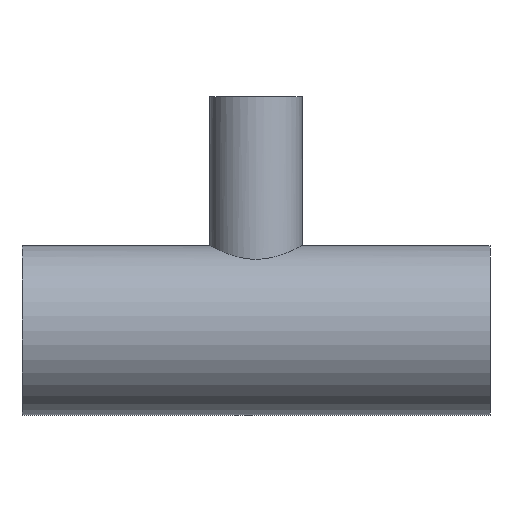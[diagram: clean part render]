
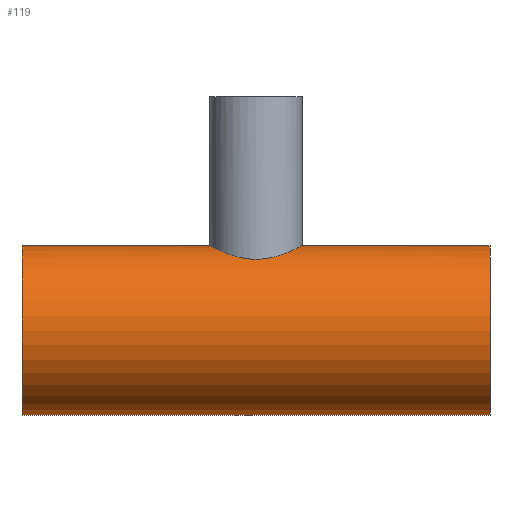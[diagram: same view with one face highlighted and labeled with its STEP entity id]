
A CAD part, front view. The second image highlights one B-rep face of the part: STEP entity #119.
In plain terms, the highlighted cylindrical face has radius 12.7 mm (diameter 25.4 mm), a full revolution.
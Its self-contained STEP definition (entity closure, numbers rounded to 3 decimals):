
#16=FACE_BOUND('',#35,.T.);
#26=FACE_OUTER_BOUND('',#34,.T.);
#34=EDGE_LOOP('',(#96,#97,#98,#99));
#35=EDGE_LOOP('',(#100,#101));
#44=B_SPLINE_CURVE_WITH_KNOTS('',3,(#237,#238,#239,#240,#241,#242,#243,
#244,#245,#246),.UNSPECIFIED.,.F.,.F.,(4,2,2,2,4),(0.,0.267,
0.534,0.8,1.065),.UNSPECIFIED.);
#45=B_SPLINE_CURVE_WITH_KNOTS('',3,(#247,#248,#249,#250,#251,#252,#253,
#254,#255,#256,#257,#258,#259,#260,#261,#262,#263,#264,#265,#266,#267,#268,
#269,#270,#271,#272),.UNSPECIFIED.,.F.,.F.,(4,2,2,2,2,2,2,2,2,2,2,2,4),
(1.065,1.331,1.597,1.864,2.131,
2.398,2.665,2.931,3.196,3.462,
3.728,3.995,4.262),.UNSPECIFIED.);
#48=LINE('',#278,#52);
#52=VECTOR('',#174,12.7);
#56=CIRCLE('',#149,12.7);
#57=CIRCLE('',#150,12.7);
#64=VERTEX_POINT('',#234);
#65=VERTEX_POINT('',#236);
#66=VERTEX_POINT('',#275);
#67=VERTEX_POINT('',#277);
#76=EDGE_CURVE('',#65,#64,#44,.T.);
#77=EDGE_CURVE('',#64,#65,#45,.T.);
#78=EDGE_CURVE('',#66,#66,#56,.T.);
#79=EDGE_CURVE('',#66,#67,#48,.T.);
#80=EDGE_CURVE('',#67,#67,#57,.T.);
#96=ORIENTED_EDGE('',*,*,#78,.F.);
#97=ORIENTED_EDGE('',*,*,#79,.T.);
#98=ORIENTED_EDGE('',*,*,#80,.F.);
#99=ORIENTED_EDGE('',*,*,#79,.F.);
#100=ORIENTED_EDGE('',*,*,#76,.T.);
#101=ORIENTED_EDGE('',*,*,#77,.T.);
#114=CYLINDRICAL_SURFACE('',#148,12.7);
#119=ADVANCED_FACE('',(#26,#16),#114,.T.);
#148=AXIS2_PLACEMENT_3D('',#274,#170,#171);
#149=AXIS2_PLACEMENT_3D('',#276,#172,#173);
#150=AXIS2_PLACEMENT_3D('',#279,#175,#176);
#170=DIRECTION('center_axis',(1.,0.,0.));
#171=DIRECTION('ref_axis',(0.,1.,0.));
#172=DIRECTION('center_axis',(1.,0.,0.));
#173=DIRECTION('ref_axis',(0.,1.,0.));
#174=DIRECTION('',(-1.,0.,0.));
#175=DIRECTION('center_axis',(-1.,0.,0.));
#176=DIRECTION('ref_axis',(0.,1.,0.));
#234=CARTESIAN_POINT('',(-6.9,0.,12.7));
#236=CARTESIAN_POINT('',(0.,-6.9,10.662));
#237=CARTESIAN_POINT('Ctrl Pts',(0.,-6.9,10.662));
#238=CARTESIAN_POINT('Ctrl Pts',(-0.89,-6.9,10.662));
#239=CARTESIAN_POINT('Ctrl Pts',(-1.821,-6.718,10.785));
#240=CARTESIAN_POINT('Ctrl Pts',(-3.513,-6.009,11.196));
#241=CARTESIAN_POINT('Ctrl Pts',(-4.276,-5.483,11.474));
#242=CARTESIAN_POINT('Ctrl Pts',(-5.48,-4.278,11.976));
#243=CARTESIAN_POINT('Ctrl Pts',(-6.009,-3.514,12.235));
#244=CARTESIAN_POINT('Ctrl Pts',(-6.719,-1.819,12.599));
#245=CARTESIAN_POINT('Ctrl Pts',(-6.9,-0.886,12.7));
#246=CARTESIAN_POINT('Ctrl Pts',(-6.9,0.,12.7));
#247=CARTESIAN_POINT('Ctrl Pts',(-6.9,0.,12.7));
#248=CARTESIAN_POINT('Ctrl Pts',(-6.9,0.886,12.7));
#249=CARTESIAN_POINT('Ctrl Pts',(-6.719,1.819,12.599));
#250=CARTESIAN_POINT('Ctrl Pts',(-6.009,3.514,12.235));
#251=CARTESIAN_POINT('Ctrl Pts',(-5.48,4.278,11.976));
#252=CARTESIAN_POINT('Ctrl Pts',(-4.276,5.483,11.474));
#253=CARTESIAN_POINT('Ctrl Pts',(-3.513,6.009,11.196));
#254=CARTESIAN_POINT('Ctrl Pts',(-1.821,6.718,10.785));
#255=CARTESIAN_POINT('Ctrl Pts',(-0.89,6.9,10.662));
#256=CARTESIAN_POINT('Ctrl Pts',(0.89,6.9,10.662));
#257=CARTESIAN_POINT('Ctrl Pts',(1.821,6.718,10.785));
#258=CARTESIAN_POINT('Ctrl Pts',(3.513,6.009,11.196));
#259=CARTESIAN_POINT('Ctrl Pts',(4.276,5.483,11.474));
#260=CARTESIAN_POINT('Ctrl Pts',(5.48,4.278,11.976));
#261=CARTESIAN_POINT('Ctrl Pts',(6.009,3.514,12.235));
#262=CARTESIAN_POINT('Ctrl Pts',(6.719,1.819,12.599));
#263=CARTESIAN_POINT('Ctrl Pts',(6.9,0.886,12.7));
#264=CARTESIAN_POINT('Ctrl Pts',(6.9,-0.886,12.7));
#265=CARTESIAN_POINT('Ctrl Pts',(6.719,-1.819,12.599));
#266=CARTESIAN_POINT('Ctrl Pts',(6.009,-3.514,12.235));
#267=CARTESIAN_POINT('Ctrl Pts',(5.48,-4.278,11.976));
#268=CARTESIAN_POINT('Ctrl Pts',(4.276,-5.483,11.474));
#269=CARTESIAN_POINT('Ctrl Pts',(3.513,-6.009,11.196));
#270=CARTESIAN_POINT('Ctrl Pts',(1.821,-6.718,10.785));
#271=CARTESIAN_POINT('Ctrl Pts',(0.89,-6.9,10.662));
#272=CARTESIAN_POINT('Ctrl Pts',(0.,-6.9,10.662));
#274=CARTESIAN_POINT('Origin',(0.,0.,0.));
#275=CARTESIAN_POINT('',(35.,-12.7,0.));
#276=CARTESIAN_POINT('Origin',(35.,0.,0.));
#277=CARTESIAN_POINT('',(-35.,-12.7,0.));
#278=CARTESIAN_POINT('',(0.,-12.7,0.));
#279=CARTESIAN_POINT('Origin',(-35.,0.,0.));
